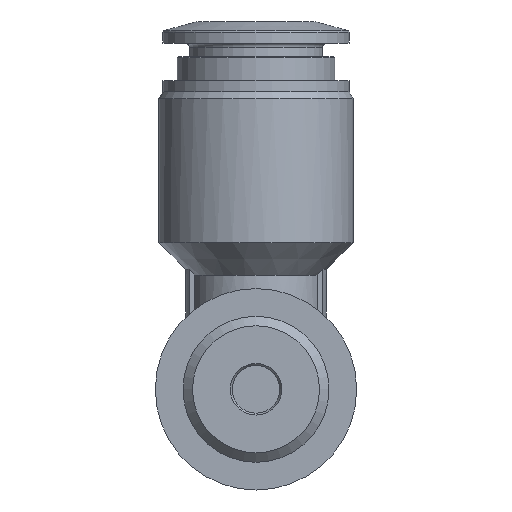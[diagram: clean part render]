
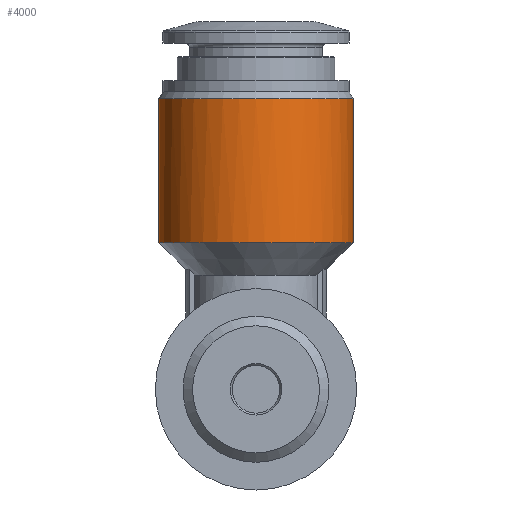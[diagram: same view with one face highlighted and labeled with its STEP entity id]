
A CAD part, front view. The second image highlights one B-rep face of the part: STEP entity #4000.
In plain terms, the highlighted cylindrical face has radius 8.75 mm (diameter 17.5 mm), a full revolution.
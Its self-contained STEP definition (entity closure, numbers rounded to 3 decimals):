
#1326=ORIENTED_EDGE('',*,*,#1729,.F.);
#1327=ORIENTED_EDGE('',*,*,#1744,.T.);
#1729=EDGE_CURVE('',#2015,#2015,#2145,.T.);
#1744=EDGE_CURVE('',#2030,#2030,#2160,.T.);
#2015=VERTEX_POINT('',#6334);
#2030=VERTEX_POINT('',#6381);
#2145=CIRCLE('',#4267,8.75);
#2160=CIRCLE('',#4299,8.75);
#2365=EDGE_LOOP('',(#1326));
#2366=EDGE_LOOP('',(#1327));
#2575=FACE_BOUND('',#2365,.T.);
#2576=FACE_BOUND('',#2366,.T.);
#2663=CYLINDRICAL_SURFACE('',#4300,8.75);
#4000=ADVANCED_FACE('',(#2575,#2576),#2663,.T.);
#4267=AXIS2_PLACEMENT_3D('',#6333,#4956,#4957);
#4299=AXIS2_PLACEMENT_3D('',#6380,#5020,#5021);
#4300=AXIS2_PLACEMENT_3D('',#6382,#5022,#5023);
#4956=DIRECTION('',(0.,0.,-1.));
#4957=DIRECTION('',(-1.,0.,0.));
#5020=DIRECTION('',(0.,0.,-1.));
#5021=DIRECTION('',(-1.,0.,0.));
#5022=DIRECTION('',(0.,0.,-1.));
#5023=DIRECTION('',(-1.,0.,0.));
#6333=CARTESIAN_POINT('',(0.,16.1,13.2));
#6334=CARTESIAN_POINT('',(-8.75,16.1,13.2));
#6380=CARTESIAN_POINT('',(0.,16.1,26.194));
#6381=CARTESIAN_POINT('',(-8.75,16.1,26.194));
#6382=CARTESIAN_POINT('',(0.,16.1,0.));
